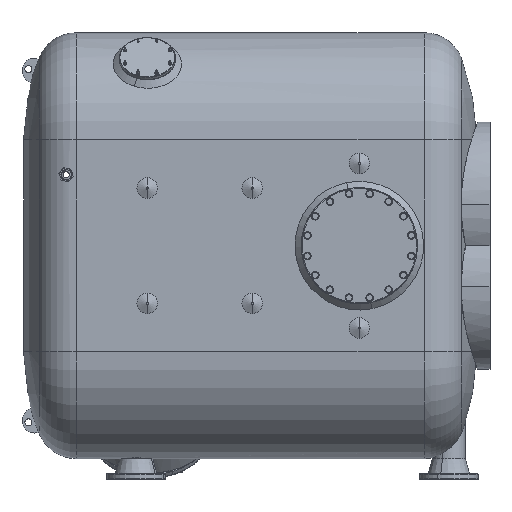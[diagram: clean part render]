
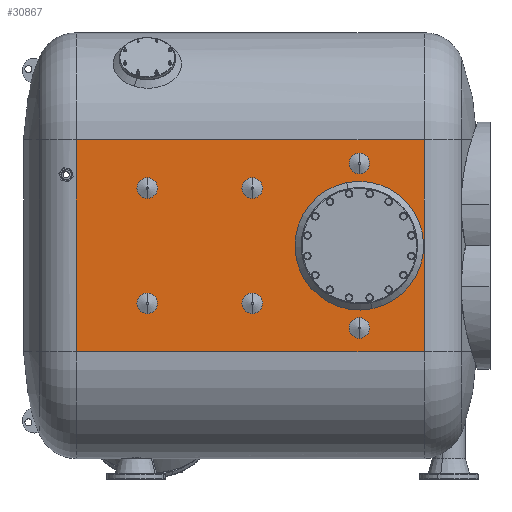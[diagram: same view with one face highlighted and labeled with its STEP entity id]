
A CAD part, left-side view. The second image highlights one B-rep face of the part: STEP entity #30867.
In plain terms, the highlighted planar face has unit normal (-1, 0, 0).
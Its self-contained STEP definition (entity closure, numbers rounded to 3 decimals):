
#1295 = LINE ( 'NONE', #23688, #37081 ) ;
#2633 = DIRECTION ( 'NONE',  ( 0., 0., 1. ) ) ;
#2928 = VERTEX_POINT ( 'NONE', #8699 ) ;
#6121 = CARTESIAN_POINT ( 'NONE',  ( -565.482, 899.177, -260. ) ) ;
#6941 = LINE ( 'NONE', #51997, #42866 ) ;
#8699 = CARTESIAN_POINT ( 'NONE',  ( -565.482, 899.177, -1290. ) ) ;
#9013 = EDGE_CURVE ( 'NONE', #2928, #43301, #6941, .T. ) ;
#9722 = EDGE_CURVE ( 'NONE', #69787, #2928, #1295, .T. ) ;
#10126 = ORIENTED_EDGE ( 'NONE', *, *, #10521, .F. ) ;
#10521 = EDGE_CURVE ( 'NONE', #33784, #17349, #56662, .T. ) ;
#11024 = VERTEX_POINT ( 'NONE', #24039 ) ;
#11851 = DIRECTION ( 'NONE',  ( 0., 1., 0. ) ) ;
#12638 = DIRECTION ( 'NONE',  ( -1., 0., 0. ) ) ;
#12645 = AXIS2_PLACEMENT_3D ( 'NONE', #58895, #31181, #63596 ) ;
#14412 = CARTESIAN_POINT ( 'NONE',  ( -565.482, -475.823, -575. ) ) ;
#14734 = ORIENTED_EDGE ( 'NONE', *, *, #57418, .T. ) ;
#14816 = ORIENTED_EDGE ( 'NONE', *, *, #67506, .T. ) ;
#17349 = VERTEX_POINT ( 'NONE', #14412 ) ;
#18007 = CARTESIAN_POINT ( 'NONE',  ( -565.482, -790.823, -1290. ) ) ;
#18756 = CARTESIAN_POINT ( 'NONE',  ( -565.482, 899.177, -260. ) ) ;
#19631 = DIRECTION ( 'NONE',  ( 0., 0., 1. ) ) ;
#19691 = EDGE_CURVE ( 'NONE', #17349, #33784, #25572, .T. ) ;
#23330 = DIRECTION ( 'NONE',  ( 0., 1., 0. ) ) ;
#23688 = CARTESIAN_POINT ( 'NONE',  ( -565.482, 899.177, -1290. ) ) ;
#24039 = CARTESIAN_POINT ( 'NONE',  ( -565.482, -790.823, -260. ) ) ;
#25572 = CIRCLE ( 'NONE', #27867, 200. ) ;
#27867 = AXIS2_PLACEMENT_3D ( 'NONE', #51608, #12638, #33603 ) ;
#30867 = ADVANCED_FACE ( 'NONE', ( #68693, #47403 ), #41653, .F. ) ;
#31181 = DIRECTION ( 'NONE',  ( 1., 0., 0. ) ) ;
#32197 = ORIENTED_EDGE ( 'NONE', *, *, #9013, .F. ) ;
#33166 = LINE ( 'NONE', #6121, #61952 ) ;
#33603 = DIRECTION ( 'NONE',  ( 0., 0., 1. ) ) ;
#33784 = VERTEX_POINT ( 'NONE', #54467 ) ;
#37081 = VECTOR ( 'NONE', #23330, 1000. ) ;
#38225 = AXIS2_PLACEMENT_3D ( 'NONE', #57832, #47047, #19631 ) ;
#39657 = LINE ( 'NONE', #18007, #58635 ) ;
#41242 = ORIENTED_EDGE ( 'NONE', *, *, #9722, .F. ) ;
#41653 = PLANE ( 'NONE',  #12645 ) ;
#42866 = VECTOR ( 'NONE', #2633, 1000. ) ;
#43301 = VERTEX_POINT ( 'NONE', #18756 ) ;
#46367 = EDGE_LOOP ( 'NONE', ( #14816, #32197, #41242, #14734 ) ) ;
#47047 = DIRECTION ( 'NONE',  ( -1., 0., 0. ) ) ;
#47403 = FACE_OUTER_BOUND ( 'NONE', #46367, .T. ) ;
#51608 = CARTESIAN_POINT ( 'NONE',  ( -565.482, -475.823, -775. ) ) ;
#51997 = CARTESIAN_POINT ( 'NONE',  ( -565.482, 899.177, -1290. ) ) ;
#54467 = CARTESIAN_POINT ( 'NONE',  ( -565.482, -475.823, -975. ) ) ;
#56662 = CIRCLE ( 'NONE', #38225, 200. ) ;
#57418 = EDGE_CURVE ( 'NONE', #69787, #11024, #39657, .T. ) ;
#57832 = CARTESIAN_POINT ( 'NONE',  ( -565.482, -475.823, -775. ) ) ;
#58635 = VECTOR ( 'NONE', #61570, 1000. ) ;
#58895 = CARTESIAN_POINT ( 'NONE',  ( -565.482, 899.177, -1290. ) ) ;
#59864 = ORIENTED_EDGE ( 'NONE', *, *, #19691, .F. ) ;
#61570 = DIRECTION ( 'NONE',  ( 0., 0., 1. ) ) ;
#61952 = VECTOR ( 'NONE', #11851, 1000. ) ;
#63546 = CARTESIAN_POINT ( 'NONE',  ( -565.482, -790.823, -1290. ) ) ;
#63596 = DIRECTION ( 'NONE',  ( 0., 0., -1. ) ) ;
#64576 = EDGE_LOOP ( 'NONE', ( #59864, #10126 ) ) ;
#67506 = EDGE_CURVE ( 'NONE', #11024, #43301, #33166, .T. ) ;
#68693 = FACE_BOUND ( 'NONE', #64576, .T. ) ;
#69787 = VERTEX_POINT ( 'NONE', #63546 ) ;
